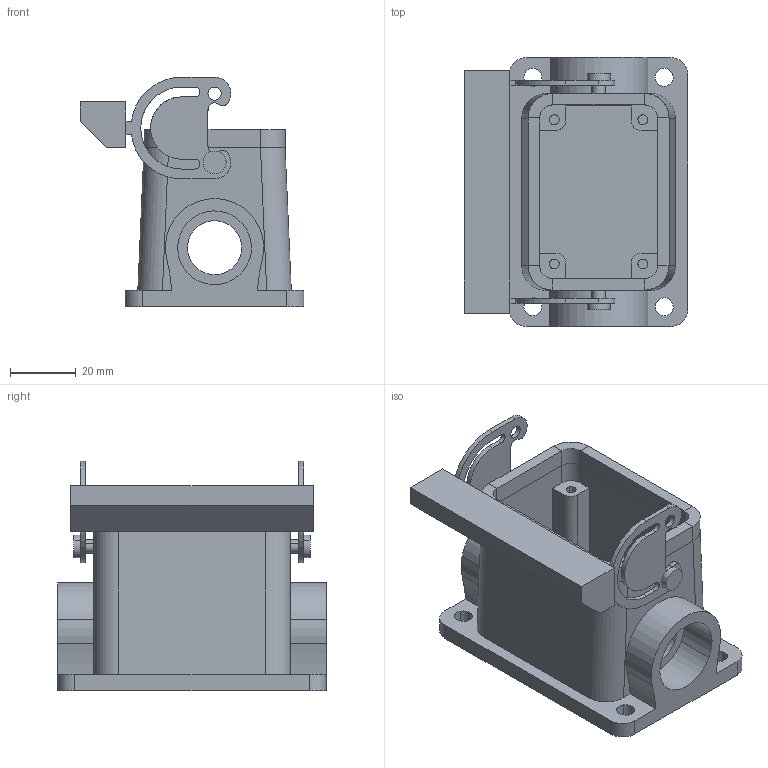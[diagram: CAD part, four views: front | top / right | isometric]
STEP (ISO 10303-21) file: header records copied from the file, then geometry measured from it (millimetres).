
FILE_DESCRIPTION(('CATIA V5 STEP Exchange','CAx-IF Rec.Pracs.--- Model Styling and Organization---1.4--- 2014-01-23'),'2;1');
FILE_NAME ('13338613_3', '2019-07-25T14:10:47+00:00', ('none'), ('Weidmueller'), 'CATIA Version 5-6 Release 2016 SP3 HF44', 'CATIA V5 STEP AP214', 'none');
FILE_SCHEMA(('AUTOMOTIVE_DESIGN { 1 0 10303 214 1 1 1 1 }'));
Length unit declared in the file: millimetre
Products named in the file (1): 1652760000
Bounding box: 68.25 x 82 x 70 mm (x, y, z)
Volume: 86104 mm3; surface area: 39239.1 mm2
Topology: 2 solids, 2 shells, 192 faces, 507 edges, 328 vertices
Faces by surface type: cylinder 96, plane 96
Entity records: 5899 total; most frequent: CARTESIAN_POINT 1352, ORIENTED_EDGE 1014, DIRECTION 739, EDGE_CURVE 507, VERTEX_POINT 328, AXIS2_PLACEMENT_3D 306, VECTOR 303, LINE 303
